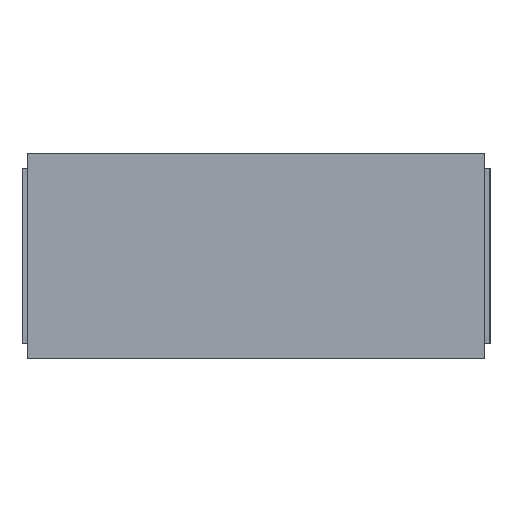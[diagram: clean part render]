
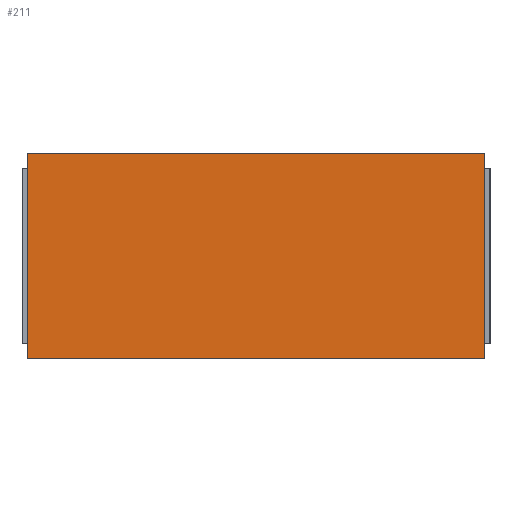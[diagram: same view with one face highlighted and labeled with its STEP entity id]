
A CAD part, left-side view. The second image highlights one B-rep face of the part: STEP entity #211.
In plain terms, the highlighted face is planar.
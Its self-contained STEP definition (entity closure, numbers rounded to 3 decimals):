
#211=ADVANCED_FACE('',(#375),#377,.T.);
#375=FACE_BOUND('',#376,.T.);
#376=EDGE_LOOP('',(#510,#511,#512,#513));
#377=PLANE('',#378);
#378=AXIS2_PLACEMENT_3D('',#379,#380,#381);
#379=CARTESIAN_POINT('',(-1.6,-0.78,0.7));
#380=DIRECTION('',(1.,-0.,-0.));
#381=DIRECTION('',(0.,0.,-1.));
#510=ORIENTED_EDGE('',*,*,#586,.T.);
#511=ORIENTED_EDGE('',*,*,#565,.T.);
#512=ORIENTED_EDGE('',*,*,#587,.F.);
#513=ORIENTED_EDGE('',*,*,#560,.F.);
#560=EDGE_CURVE('',#644,#646,#647,.T.);
#565=EDGE_CURVE('',#655,#653,#656,.T.);
#586=EDGE_CURVE('',#644,#655,#686,.T.);
#587=EDGE_CURVE('',#646,#653,#687,.T.);
#644=VERTEX_POINT('',#802);
#646=VERTEX_POINT('',#806);
#647=LINE('',#807,#808);
#653=VERTEX_POINT('',#821);
#655=VERTEX_POINT('',#825);
#656=LINE('',#826,#827);
#686=LINE('',#898,#899);
#687=LINE('',#901,#902);
#802=CARTESIAN_POINT('',(-1.6,-0.78,0.7));
#806=CARTESIAN_POINT('',(-1.6,-0.78,0.));
#807=CARTESIAN_POINT('',(-1.6,-0.78,0.7));
#808=VECTOR('',#809,1.);
#809=DIRECTION('',(0.,0.,-1.));
#821=CARTESIAN_POINT('',(-1.6,0.78,0.));
#825=CARTESIAN_POINT('',(-1.6,0.78,0.7));
#826=CARTESIAN_POINT('',(-1.6,0.78,0.7));
#827=VECTOR('',#828,1.);
#828=DIRECTION('',(0.,0.,-1.));
#898=CARTESIAN_POINT('',(-1.6,-0.78,0.7));
#899=VECTOR('',#900,1.);
#900=DIRECTION('',(0.,1.,0.));
#901=CARTESIAN_POINT('',(-1.6,-0.78,0.));
#902=VECTOR('',#903,1.);
#903=DIRECTION('',(0.,1.,0.));
